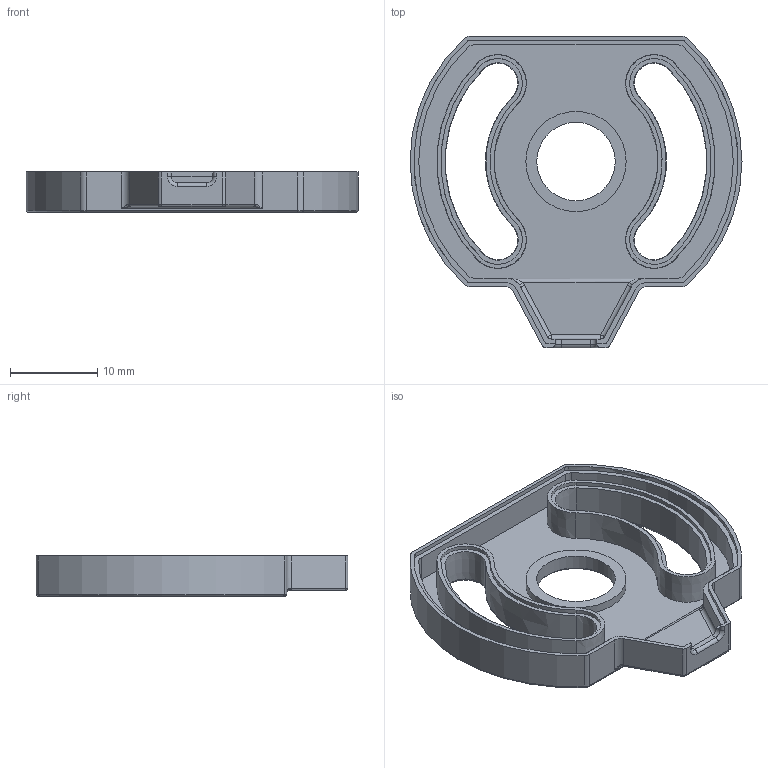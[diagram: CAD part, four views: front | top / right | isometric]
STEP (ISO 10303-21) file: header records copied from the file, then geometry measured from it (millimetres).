
FILE_DESCRIPTION(/* description */ (''),/* implementation_level */ '2;1');
FILE_NAME(/* name */ 'Back.ipt.step',/* time_stamp */ '2020-04-16T23:17:18-04:00',/* author */ ('Jordan'),/* organization */ (''),/* preprocessor_version */ 'ST-DEVELOPER v17',/* originating_system */ 'Autodesk Inventor 2019',/* authorisation */ '');
FILE_SCHEMA (('AUTOMOTIVE_DESIGN { 1 0 10303 214 3 1 1 }'));
Length unit declared in the file: inch
Products named in the file (1): Back
Bounding box: 38.1 x 35.75 x 4.6 mm (x, y, z)
Volume: 1569.3 mm3; surface area: 3491.9 mm2
Topology: 1 solids, 1 shells, 131 faces, 336 edges, 212 vertices
Faces by surface type: cylinder 39, plane 31, bspline 22, torus 20, cone 17, sphere 2
Full cylindrical faces by diameter (mm): 9 x1, 11.5 x1
Entity records: 5245 total; most frequent: CARTESIAN_POINT 2012, DIRECTION 680, ORIENTED_EDGE 672, EDGE_CURVE 336, AXIS2_PLACEMENT_3D 268, VERTEX_POINT 212, CIRCLE 150, LINE 144
